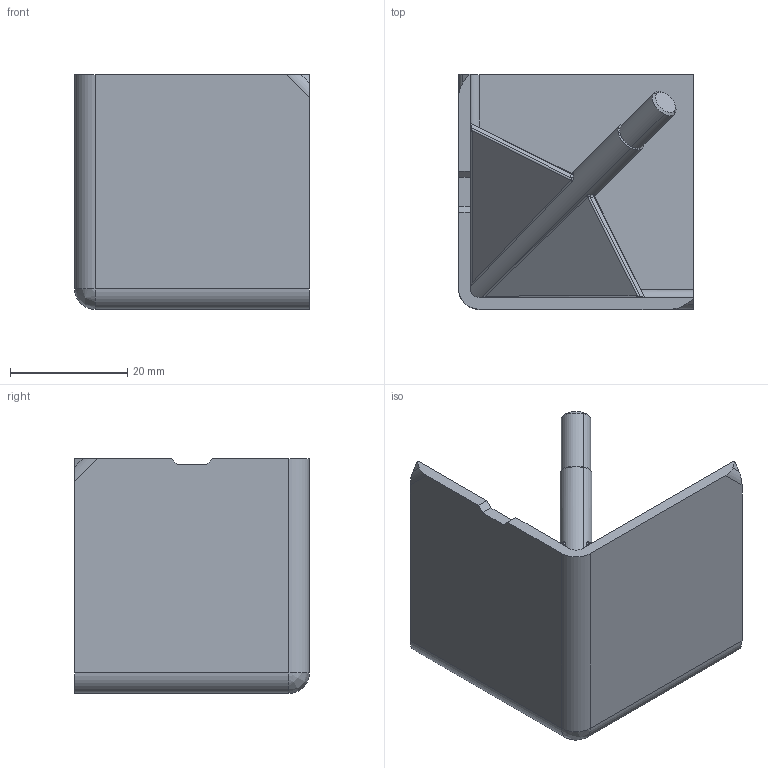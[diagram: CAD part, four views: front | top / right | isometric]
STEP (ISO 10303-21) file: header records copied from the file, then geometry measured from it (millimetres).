
FILE_DESCRIPTION (( 'STEP AP214' ), '1' );
FILE_NAME ('7268401', '2019-01-30T09:04:10', ( '' ), ('JUGARD+KÜNSTNER GmbH'), 'SwSTEP 2.0', 'SolidWorks 2017', '' );
FILE_SCHEMA (( 'AUTOMOTIVE_DESIGN' ));
Length unit declared in the file: millimetre
Products named in the file (1): 7268401
Bounding box: 40 x 40 x 40 mm (x, y, z)
Volume: 11875.6 mm3; surface area: 11792.1 mm2
Topology: 1 solids, 1 shells, 80 faces, 204 edges, 125 vertices
Faces by surface type: cylinder 28, plane 26, bspline 22, cone 4
Entity records: 3041 total; most frequent: CARTESIAN_POINT 1290, ORIENTED_EDGE 406, DIRECTION 299, EDGE_CURVE 203, VERTEX_POINT 125, AXIS2_PLACEMENT_3D 105, VECTOR 89, LINE 89
